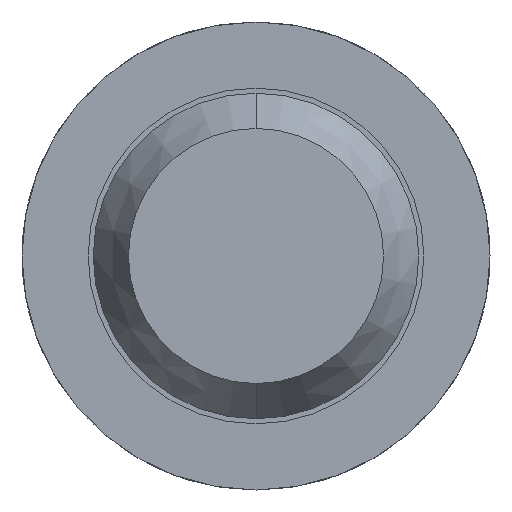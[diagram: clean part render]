
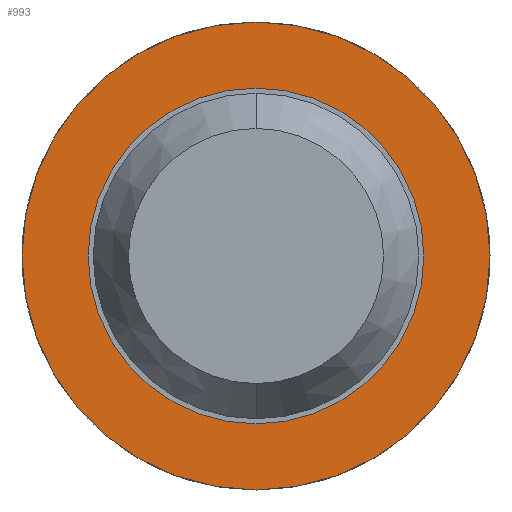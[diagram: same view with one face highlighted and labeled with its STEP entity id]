
A CAD part, front view. The second image highlights one B-rep face of the part: STEP entity #993.
In plain terms, the highlighted planar face has unit normal (0, -1, 0).
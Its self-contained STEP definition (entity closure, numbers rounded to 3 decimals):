
#91 = CARTESIAN_POINT ( 'NONE',  ( 0., -1.7, 0. ) ) ;
#145 = DIRECTION ( 'NONE',  ( 0., 1., 0. ) ) ;
#179 = CARTESIAN_POINT ( 'NONE',  ( 0., -1.7, 0. ) ) ;
#453 = DIRECTION ( 'NONE',  ( 0., 0., 1. ) ) ;
#497 = EDGE_LOOP ( 'NONE', ( #3907, #1887 ) ) ;
#527 = DIRECTION ( 'NONE',  ( 0., 0., 1. ) ) ;
#886 = AXIS2_PLACEMENT_3D ( 'NONE', #179, #145, #527 ) ;
#993 = ADVANCED_FACE ( 'Defeature ausgef�hrt3_13', ( #4428, #3336 ), #3720, .F. ) ;
#1081 = EDGE_CURVE ( 'Defeature ausgef�hrt3_9+Defeature ausgef�hrt3_13+Defeature ausgef�hrt3_13+Defeature ausgef�hrt3_13', #3499, #3350, #2196, .T. ) ;
#1440 = CARTESIAN_POINT ( 'NONE',  ( 0.825, -1.7, 0. ) ) ;
#1460 = CARTESIAN_POINT ( 'NONE',  ( 0., -1.7, 0. ) ) ;
#1887 = ORIENTED_EDGE ( 'NONE', *, *, #3481, .F. ) ;
#1929 = DIRECTION ( 'NONE',  ( 0., 1., 0. ) ) ;
#2149 = EDGE_CURVE ( 'Defeature ausgef�hrt3_13+Defeature ausgef�hrt3_12+Defeature ausgef�hrt3_12+Defeature ausgef�hrt3_12', #4073, #3099, #3708, .T. ) ;
#2196 = CIRCLE ( 'NONE', #2501, 1.15 ) ;
#2352 = ORIENTED_EDGE ( 'NONE', *, *, #2149, .T. ) ;
#2501 = AXIS2_PLACEMENT_3D ( 'NONE', #91, #2690, #453 ) ;
#2603 = DIRECTION ( 'NONE',  ( 0., 1., 0. ) ) ;
#2690 = DIRECTION ( 'NONE',  ( 0., 1., 0. ) ) ;
#2716 = CARTESIAN_POINT ( 'NONE',  ( 0., -1.7, 0. ) ) ;
#2983 = DIRECTION ( 'NONE',  ( 0., 0., 1. ) ) ;
#3099 = VERTEX_POINT ( 'NONE', #4216 ) ;
#3162 = EDGE_LOOP ( 'NONE', ( #2352, #3442 ) ) ;
#3336 = FACE_BOUND ( 'NONE', #3162, .T. ) ;
#3350 = VERTEX_POINT ( 'NONE', #3649 ) ;
#3442 = ORIENTED_EDGE ( 'NONE', *, *, #3621, .T. ) ;
#3481 = EDGE_CURVE ( 'Defeature ausgef�hrt3_9+Defeature ausgef�hrt3_13+Defeature ausgef�hrt3_13+Defeature ausgef�hrt3_13', #3350, #3499, #4330, .T. ) ;
#3499 = VERTEX_POINT ( 'NONE', #3810 ) ;
#3522 = AXIS2_PLACEMENT_3D ( 'NONE', #2716, #1929, #4546 ) ;
#3604 = DIRECTION ( 'NONE',  ( 0., 0., 1. ) ) ;
#3621 = EDGE_CURVE ( 'Defeature ausgef�hrt3_13+Defeature ausgef�hrt3_12+Defeature ausgef�hrt3_12+Defeature ausgef�hrt3_12', #3099, #4073, #3641, .T. ) ;
#3641 = CIRCLE ( 'NONE', #3865, 0.825 ) ;
#3649 = CARTESIAN_POINT ( 'NONE',  ( 0., -1.7, -1.15 ) ) ;
#3671 = AXIS2_PLACEMENT_3D ( 'NONE', #1440, #2603, #2983 ) ;
#3708 = CIRCLE ( 'NONE', #886, 0.825 ) ;
#3720 = PLANE ( 'NONE',  #3671 ) ;
#3810 = CARTESIAN_POINT ( 'NONE',  ( 0., -1.7, 1.15 ) ) ;
#3865 = AXIS2_PLACEMENT_3D ( 'NONE', #1460, #4043, #3604 ) ;
#3907 = ORIENTED_EDGE ( 'NONE', *, *, #1081, .F. ) ;
#4043 = DIRECTION ( 'NONE',  ( 0., 1., 0. ) ) ;
#4073 = VERTEX_POINT ( 'NONE', #4586 ) ;
#4216 = CARTESIAN_POINT ( 'NONE',  ( 0., -1.7, -0.825 ) ) ;
#4330 = CIRCLE ( 'NONE', #3522, 1.15 ) ;
#4428 = FACE_OUTER_BOUND ( 'NONE', #497, .T. ) ;
#4546 = DIRECTION ( 'NONE',  ( 0., 0., 1. ) ) ;
#4586 = CARTESIAN_POINT ( 'NONE',  ( 0., -1.7, 0.825 ) ) ;
